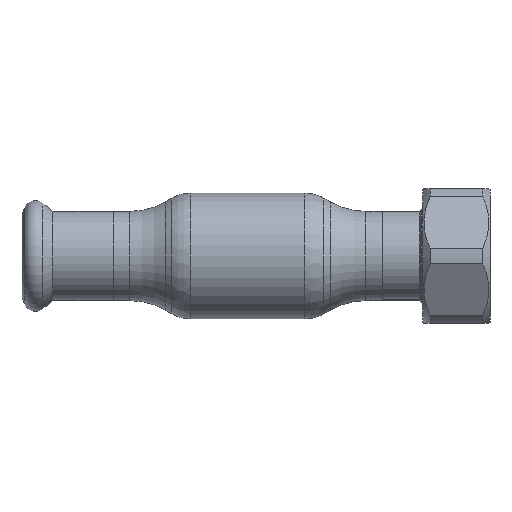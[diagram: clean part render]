
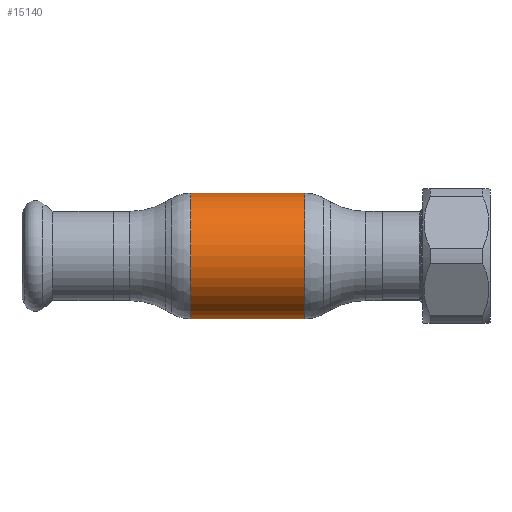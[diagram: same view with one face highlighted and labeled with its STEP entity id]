
A CAD part, front view. The second image highlights one B-rep face of the part: STEP entity #15140.
In plain terms, the highlighted cylindrical face has radius 15 mm (diameter 30 mm), a partial arc.
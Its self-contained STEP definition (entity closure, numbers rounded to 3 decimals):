
#2083 = EDGE_CURVE ( 'NONE', #4962, #18658, #58257, .T. ) ;
#3207 = VECTOR ( 'NONE', #17941, 1000. ) ;
#3381 = EDGE_CURVE ( 'NONE', #29639, #16701, #35558, .T. ) ;
#4204 = CARTESIAN_POINT ( 'NONE',  ( -13.588, 0., 0. ) ) ;
#4304 = CARTESIAN_POINT ( 'NONE',  ( -13.588, 0., -15. ) ) ;
#4962 = VERTEX_POINT ( 'NONE', #38974 ) ;
#6543 = ORIENTED_EDGE ( 'NONE', *, *, #15472, .T. ) ;
#9068 = CARTESIAN_POINT ( 'NONE',  ( -62.69, 0., 15. ) ) ;
#15084 = CARTESIAN_POINT ( 'NONE',  ( -62.69, 0., 0. ) ) ;
#15140 = ADVANCED_FACE ( 'NONE', ( #44877 ), #42792, .T. ) ;
#15472 = EDGE_CURVE ( 'NONE', #29639, #4962, #36626, .T. ) ;
#16360 = DIRECTION ( 'NONE',  ( -1., 0., 0. ) ) ;
#16701 = VERTEX_POINT ( 'NONE', #4304 ) ;
#17492 = VECTOR ( 'NONE', #16360, 1000. ) ;
#17941 = DIRECTION ( 'NONE',  ( -1., 0., 0. ) ) ;
#18658 = VERTEX_POINT ( 'NONE', #20543 ) ;
#19757 = CIRCLE ( 'NONE', #34868, 15. ) ;
#20543 = CARTESIAN_POINT ( 'NONE',  ( -13.588, 0., 15. ) ) ;
#21667 = DIRECTION ( 'NONE',  ( -1., 0., 0. ) ) ;
#23480 = CARTESIAN_POINT ( 'NONE',  ( 13.588, 0., 0. ) ) ;
#26386 = CARTESIAN_POINT ( 'NONE',  ( -62.69, 0., -15. ) ) ;
#29095 = AXIS2_PLACEMENT_3D ( 'NONE', #15084, #47189, #56272 ) ;
#29639 = VERTEX_POINT ( 'NONE', #52234 ) ;
#30435 = ORIENTED_EDGE ( 'NONE', *, *, #44485, .F. ) ;
#34868 = AXIS2_PLACEMENT_3D ( 'NONE', #4204, #21667, #53741 ) ;
#35089 = ORIENTED_EDGE ( 'NONE', *, *, #2083, .T. ) ;
#35558 = LINE ( 'NONE', #26386, #17492 ) ;
#36626 = CIRCLE ( 'NONE', #48800, 15. ) ;
#38974 = CARTESIAN_POINT ( 'NONE',  ( 13.588, 0., 15. ) ) ;
#39457 = ORIENTED_EDGE ( 'NONE', *, *, #3381, .F. ) ;
#42792 = CYLINDRICAL_SURFACE ( 'NONE', #29095, 15. ) ;
#44485 = EDGE_CURVE ( 'NONE', #16701, #18658, #19757, .T. ) ;
#44877 = FACE_OUTER_BOUND ( 'NONE', #56237, .T. ) ;
#46188 = DIRECTION ( 'NONE',  ( 0., 0., 1. ) ) ;
#47189 = DIRECTION ( 'NONE',  ( -1., 0., 0. ) ) ;
#48800 = AXIS2_PLACEMENT_3D ( 'NONE', #23480, #54997, #46188 ) ;
#52234 = CARTESIAN_POINT ( 'NONE',  ( 13.588, 0., -15. ) ) ;
#53741 = DIRECTION ( 'NONE',  ( 0., 0., 1. ) ) ;
#54997 = DIRECTION ( 'NONE',  ( -1., 0., 0. ) ) ;
#56237 = EDGE_LOOP ( 'NONE', ( #39457, #6543, #35089, #30435 ) ) ;
#56272 = DIRECTION ( 'NONE',  ( 0., 0., 1. ) ) ;
#58257 = LINE ( 'NONE', #9068, #3207 ) ;
